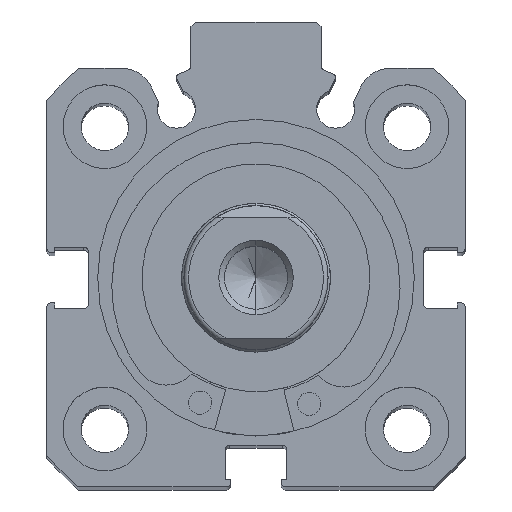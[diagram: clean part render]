
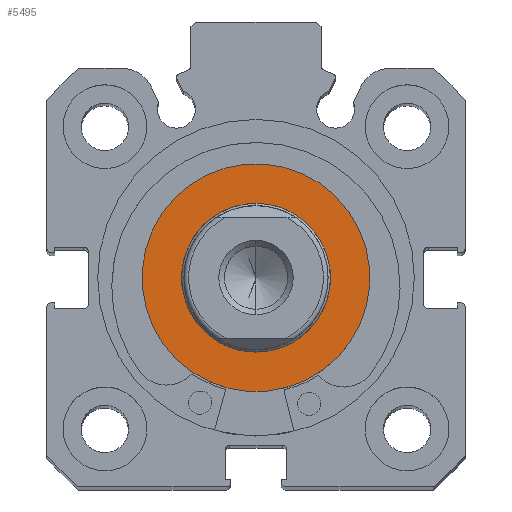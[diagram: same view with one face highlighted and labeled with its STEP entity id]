
A CAD part, top view. The second image highlights one B-rep face of the part: STEP entity #5495.
In plain terms, the highlighted face is planar.
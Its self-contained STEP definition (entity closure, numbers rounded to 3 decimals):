
#92 = CARTESIAN_POINT ( 'NONE',  ( 0., 0., 8. ) ) ;
#124 = CARTESIAN_POINT ( 'NONE',  ( 0., 0., 12.25 ) ) ;
#150 = CARTESIAN_POINT ( 'NONE',  ( 0., 0., -12.25 ) ) ;
#311 = EDGE_LOOP ( 'NONE', ( #5906, #5912 ) ) ;
#425 = EDGE_LOOP ( 'NONE', ( #5953, #5907 ) ) ;
#1757 = CARTESIAN_POINT ( 'NONE',  ( 0., 0., 0. ) ) ;
#1766 = DIRECTION ( 'NONE',  ( -1., 0., 0. ) ) ;
#1767 = DIRECTION ( 'NONE',  ( 0., 0., 1. ) ) ;
#2460 = CARTESIAN_POINT ( 'NONE',  ( 0., 12.25, 0. ) ) ;
#2465 = PLANE ( 'NONE',  #5182 ) ;
#2466 = DIRECTION ( 'NONE',  ( 1., 0., 0. ) ) ;
#2467 = DIRECTION ( 'NONE',  ( 0., 0., -1. ) ) ;
#2957 = CARTESIAN_POINT ( 'NONE',  ( 0., 0., 0. ) ) ;
#2963 = DIRECTION ( 'NONE',  ( -1., 0., 0. ) ) ;
#2964 = DIRECTION ( 'NONE',  ( 0., 0., 1. ) ) ;
#2994 = CARTESIAN_POINT ( 'NONE',  ( 0., 0., 0. ) ) ;
#3002 = DIRECTION ( 'NONE',  ( -1., 0., 0. ) ) ;
#3003 = DIRECTION ( 'NONE',  ( 0., 0., 1. ) ) ;
#3016 = CARTESIAN_POINT ( 'NONE',  ( 0., 0., 0. ) ) ;
#3027 = DIRECTION ( 'NONE',  ( -1., 0., 0. ) ) ;
#3028 = DIRECTION ( 'NONE',  ( 0., 0., 1. ) ) ;
#3316 = FACE_OUTER_BOUND ( 'NONE', #311, .T. ) ;
#3320 = FACE_BOUND ( 'NONE', #425, .T. ) ;
#3639 = CIRCLE ( 'NONE', #5321, 12.25 ) ;
#3659 = CIRCLE ( 'NONE', #5331, 8. ) ;
#3672 = CIRCLE ( 'NONE', #5339, 8. ) ;
#3947 = VERTEX_POINT ( 'NONE', #4327 ) ;
#4130 = VERTEX_POINT ( 'NONE', #124 ) ;
#4151 = VERTEX_POINT ( 'NONE', #150 ) ;
#4166 = VERTEX_POINT ( 'NONE', #92 ) ;
#4327 = CARTESIAN_POINT ( 'NONE',  ( 0., 0., -8. ) ) ;
#4752 = EDGE_CURVE ( 'NONE', #4151, #4130, #6477, .T. ) ;
#5020 = AXIS2_PLACEMENT_3D ( 'NONE', #1757, #1766, #1767 ) ;
#5182 = AXIS2_PLACEMENT_3D ( 'NONE', #2460, #2466, #2467 ) ;
#5321 = AXIS2_PLACEMENT_3D ( 'NONE', #2957, #2963, #2964 ) ;
#5331 = AXIS2_PLACEMENT_3D ( 'NONE', #2994, #3002, #3003 ) ;
#5339 = AXIS2_PLACEMENT_3D ( 'NONE', #3016, #3027, #3028 ) ;
#5495 = ADVANCED_FACE ( 'NONE', ( #3320, #3316 ), #2465, .F. ) ;
#5906 = ORIENTED_EDGE ( 'NONE', *, *, #6832, .T. ) ;
#5907 = ORIENTED_EDGE ( 'NONE', *, *, #6847, .F. ) ;
#5912 = ORIENTED_EDGE ( 'NONE', *, *, #4752, .T. ) ;
#5953 = ORIENTED_EDGE ( 'NONE', *, *, #6857, .F. ) ;
#6477 = CIRCLE ( 'NONE', #5020, 12.25 ) ;
#6832 = EDGE_CURVE ( 'NONE', #4130, #4151, #3639, .T. ) ;
#6847 = EDGE_CURVE ( 'NONE', #3947, #4166, #3659, .T. ) ;
#6857 = EDGE_CURVE ( 'NONE', #4166, #3947, #3672, .T. ) ;
